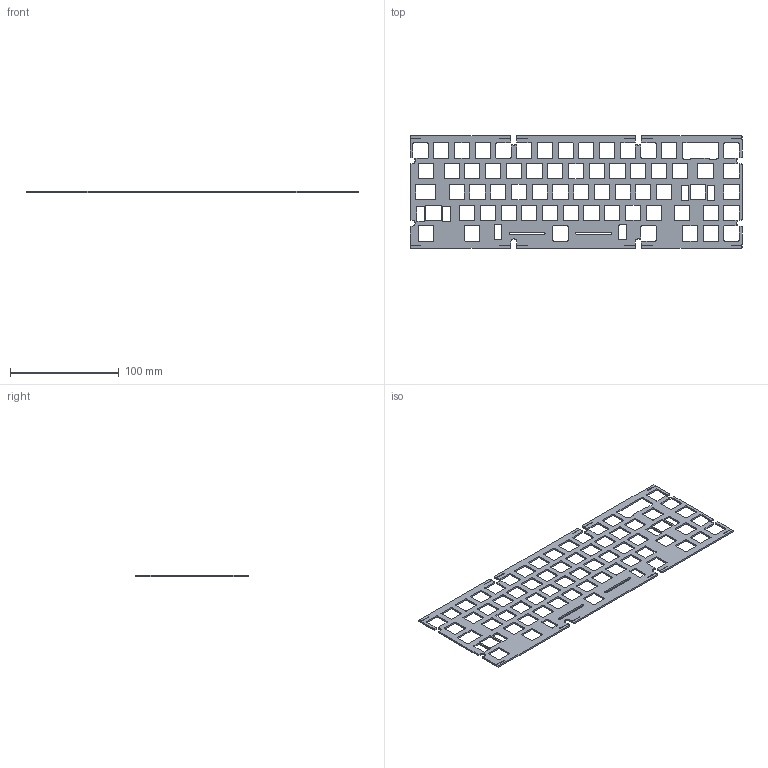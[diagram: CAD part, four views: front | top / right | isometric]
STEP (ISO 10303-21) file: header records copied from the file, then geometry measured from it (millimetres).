
FILE_DESCRIPTION(/* description */ (''),/* implementation_level */ '2;1');
FILE_NAME(/* name */ 'Vertigo_Full_Plate.step',/* time_stamp */ '2021-08-29T11:18:33-04:00',/* author */ (''),/* organization */ (''),/* preprocessor_version */ 'ST-DEVELOPER v18.1',/* originating_system */ 'Autodesk Translation Framework v10.9.0.1377',/* authorisation */ '');
FILE_SCHEMA (('AUTOMOTIVE_DESIGN { 1 0 10303 214 3 1 1 }'));
Length unit declared in the file: millimetre
Products named in the file (1): FusionComponent
Bounding box: 305.15 x 103.6 x 1.5 mm (x, y, z)
Volume: 26216.4 mm3; surface area: 42637.2 mm2
Topology: 1 solids, 1 shells, 727 faces, 2175 edges, 1450 vertices
Faces by surface type: cylinder 369, plane 358
Entity records: 24979 total; most frequent: DIRECTION 4369, CARTESIAN_POINT 4353, ORIENTED_EDGE 4350, EDGE_CURVE 2175, AXIS2_PLACEMENT_3D 1466, VERTEX_POINT 1450, LINE 1437, VECTOR 1437
